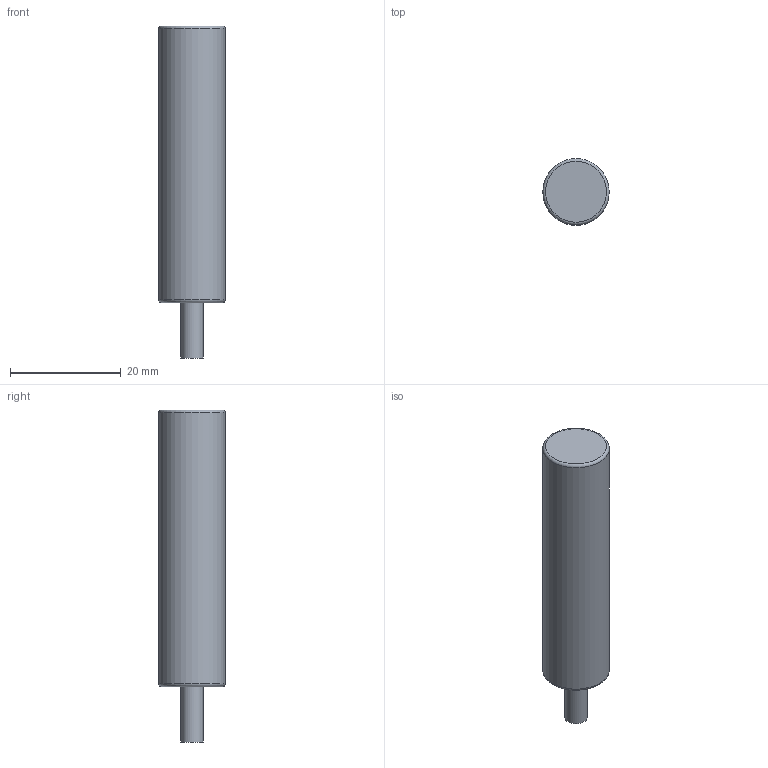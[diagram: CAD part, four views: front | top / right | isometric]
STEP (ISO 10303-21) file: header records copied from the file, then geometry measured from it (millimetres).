
FILE_DESCRIPTION(/* description */ (''),/* implementation_level */ '2;1');
FILE_NAME(/* name */ 'IA0184_Shrinkwrap_1.stp',/* time_stamp */ '2022-03-18T10:24:40+01:00',/* author */ ('Krieger Anja'),/* organization */ (''),/* preprocessor_version */ 'ST-DEVELOPER v18.1',/* originating_system */ 'Autodesk Inventor 2021',/* authorisation */ '');
FILE_SCHEMA (('AUTOMOTIVE_DESIGN { 1 0 10303 214 3 1 1 }'));
Length unit declared in the file: millimetre
Products named in the file (1): IA0184_Shrinkwrap_1
Bounding box: 12 x 12 x 60 mm (x, y, z)
Volume: 5776.6 mm3; surface area: 2220.4 mm2
Topology: 1 solids, 1 shells, 7 faces, 10 edges, 6 vertices
Faces by surface type: plane 3, torus 2, cylinder 2
Full cylindrical faces by diameter (mm): 4 x1, 12 x1
Entity records: 238 total; most frequent: DIRECTION 34, CARTESIAN_POINT 24, ORIENTED_EDGE 20, AXIS2_PLACEMENT_3D 16, EDGE_CURVE 10, EDGE_LOOP 8, CIRCLE 8, STYLED_ITEM 8
